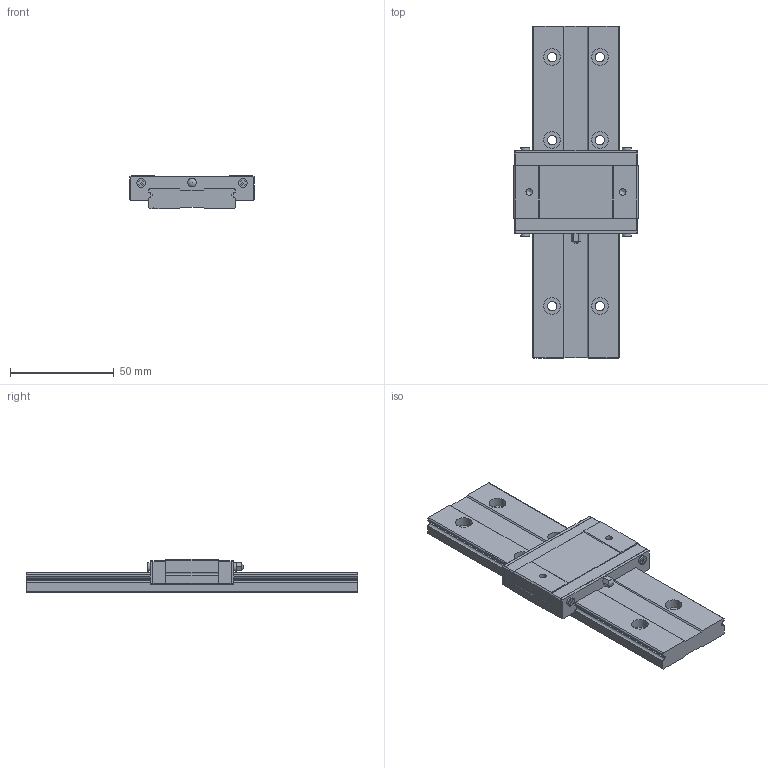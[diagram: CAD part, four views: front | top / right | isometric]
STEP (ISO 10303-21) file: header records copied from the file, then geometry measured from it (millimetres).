
FILE_DESCRIPTION( ( 'Unknown' ), '1' );
FILE_NAME( 'MB15CUU1-160L15_15.step', 'Unknown', ( 'Unknown' ), ( 'Unknown' ), 'PSStep 15.0.49', 'Unknown', ' ' );
FILE_SCHEMA( ( 'AUTOMOTIVE_DESIGN { 1 0 10303 214 1 1 1 1 }' ) );
Length unit declared in the file: millimetre
Products named in the file (4): Assem1; MB 15_RAIL; MB 15C_BLOCK; A-M3
Assembly tree (3 placements, depth 2):
  Assem1
    MB 15_RAIL
    MB 15C_BLOCK
    A-M3
Bounding box: 60 x 160 x 16 mm (x, y, z)
Volume: 77292.2 mm3; surface area: 27028.8 mm2
Topology: 3 solids, 3 shells, 209 faces, 564 edges, 379 vertices
Faces by surface type: plane 162, cylinder 43, cone 3, sphere 1
Full cylindrical faces by diameter (mm): 2.459 x2, 3 x1, 3.242 x2, 4.2 x4, 4.5 x8, 8 x8
Entity records: 8020 total; most frequent: CARTESIAN_POINT 1098, DIRECTION 1038, ORIENTED_EDGE 1038, EDGE_CURVE 519, LINE 426, VECTOR 426, VERTEX_POINT 366, AXIS2_PLACEMENT_3D 306
